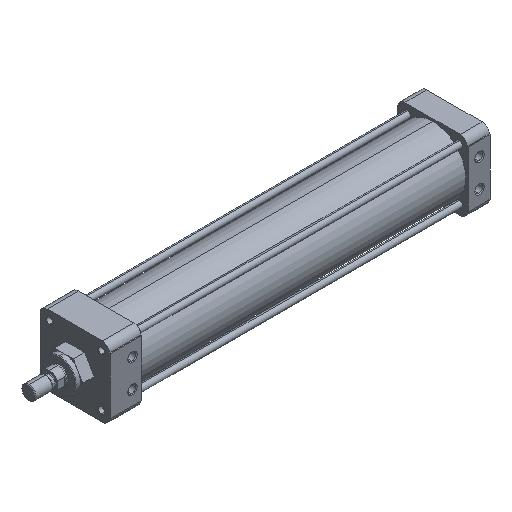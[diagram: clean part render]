
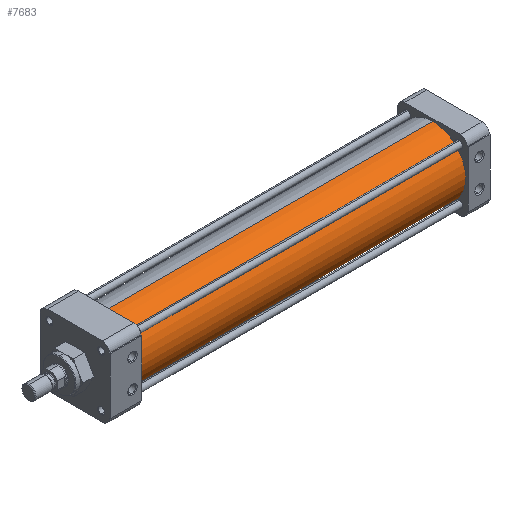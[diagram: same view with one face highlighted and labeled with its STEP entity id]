
A CAD part, isometric view. The second image highlights one B-rep face of the part: STEP entity #7683.
In plain terms, the highlighted cylindrical face has radius 44.45 mm (diameter 88.9 mm), a partial arc.
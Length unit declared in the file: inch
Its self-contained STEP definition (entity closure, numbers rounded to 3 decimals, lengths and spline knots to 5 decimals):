
#65 = CIRCLE ( 'NONE', #14111, 1.75 ) ;
#227 = DIRECTION ( 'NONE',  ( 1., 0., 0. ) ) ;
#963 = CARTESIAN_POINT ( 'NONE',  ( 1.67, 0., 0. ) ) ;
#1123 = CYLINDRICAL_SURFACE ( 'NONE', #8146, 1.75 ) ;
#1887 = VERTEX_POINT ( 'NONE', #6985 ) ;
#2104 = VERTEX_POINT ( 'NONE', #13016 ) ;
#2110 = DIRECTION ( 'NONE',  ( 0., 0., -1. ) ) ;
#3715 = CARTESIAN_POINT ( 'NONE',  ( 19.076, 0., -1.75 ) ) ;
#4200 = LINE ( 'NONE', #13762, #7196 ) ;
#4251 = VERTEX_POINT ( 'NONE', #3715 ) ;
#4735 = VECTOR ( 'NONE', #13780, 39.37008 ) ;
#4801 = CARTESIAN_POINT ( 'NONE',  ( 19.076, 0., -1.75 ) ) ;
#4803 = DIRECTION ( 'NONE',  ( 1., 0., 0. ) ) ;
#4971 = ORIENTED_EDGE ( 'NONE', *, *, #5101, .T. ) ;
#5101 = EDGE_CURVE ( 'NONE', #8063, #4251, #13343, .T. ) ;
#5600 = FACE_OUTER_BOUND ( 'NONE', #10283, .T. ) ;
#5651 = AXIS2_PLACEMENT_3D ( 'NONE', #963, #8902, #2110 ) ;
#5857 = DIRECTION ( 'NONE',  ( -1., 0., 0. ) ) ;
#6985 = CARTESIAN_POINT ( 'NONE',  ( 1.67, 0., 1.75 ) ) ;
#7196 = VECTOR ( 'NONE', #227, 39.37008 ) ;
#7683 = ADVANCED_FACE ( 'NONE', ( #5600 ), #1123, .T. ) ;
#8063 = VERTEX_POINT ( 'NONE', #10241 ) ;
#8146 = AXIS2_PLACEMENT_3D ( 'NONE', #12654, #4803, #13818 ) ;
#8346 = ORIENTED_EDGE ( 'NONE', *, *, #9427, .T. ) ;
#8684 = EDGE_CURVE ( 'NONE', #1887, #8063, #14416, .T. ) ;
#8902 = DIRECTION ( 'NONE',  ( 1., 0., 0. ) ) ;
#9427 = EDGE_CURVE ( 'NONE', #4251, #2104, #65, .T. ) ;
#10123 = ORIENTED_EDGE ( 'NONE', *, *, #8684, .T. ) ;
#10241 = CARTESIAN_POINT ( 'NONE',  ( 1.67, 0., -1.75 ) ) ;
#10283 = EDGE_LOOP ( 'NONE', ( #14238, #10123, #4971, #8346 ) ) ;
#12547 = CARTESIAN_POINT ( 'NONE',  ( 19.076, 0., 0. ) ) ;
#12654 = CARTESIAN_POINT ( 'NONE',  ( 19.076, 0., 0. ) ) ;
#13016 = CARTESIAN_POINT ( 'NONE',  ( 19.076, 0., 1.75 ) ) ;
#13343 = LINE ( 'NONE', #4801, #4735 ) ;
#13688 = DIRECTION ( 'NONE',  ( 0., 0., -1. ) ) ;
#13762 = CARTESIAN_POINT ( 'NONE',  ( 19.076, 0., 1.75 ) ) ;
#13780 = DIRECTION ( 'NONE',  ( 1., 0., 0. ) ) ;
#13818 = DIRECTION ( 'NONE',  ( 0., 0., -1. ) ) ;
#14111 = AXIS2_PLACEMENT_3D ( 'NONE', #12547, #5857, #13688 ) ;
#14116 = EDGE_CURVE ( 'NONE', #1887, #2104, #4200, .T. ) ;
#14238 = ORIENTED_EDGE ( 'NONE', *, *, #14116, .F. ) ;
#14416 = CIRCLE ( 'NONE', #5651, 1.75 ) ;
